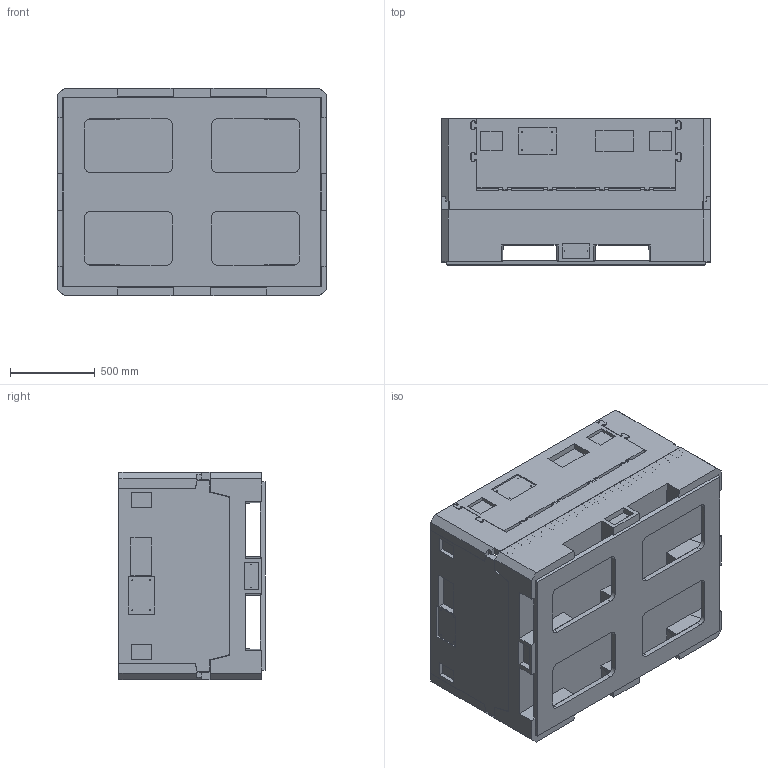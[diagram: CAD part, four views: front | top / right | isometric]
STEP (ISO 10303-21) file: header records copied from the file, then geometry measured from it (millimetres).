
FILE_DESCRIPTION((''),'2;1');
FILE_NAME('138565WSM_ASM','2025-06-20T15:12:20',('SYSTEM'),(''),'CREO PARAMETRIC BY PTC INC, 2023294','CREO PARAMETRIC BY PTC INC, 2023294','');
FILE_SCHEMA(('CONFIG_CONTROL_DESIGN'));
Length unit declared in the file: inch
Products named in the file (8): 86064SM; 86072SM; 86073SM; 86078SM; 86079SM; 86083SM; 86084SM; 138565WSM_ASM
Assembly tree (7 placements, depth 2):
  138565WSM_ASM
    86064SM
    86072SM
    86073SM
    86078SM
    86079SM
    86083SM
    86084SM
Bounding box: 1587.5 x 863.36 x 1225.55 mm (x, y, z)
Volume: 274507396 mm3; surface area: 16260393.5 mm2
Topology: 7 solids, 7 shells, 1340 faces, 3999 edges, 2785 vertices
Faces by surface type: plane 998, cylinder 320, extrusion 22
Entity records: 51254 total; most frequent: CARTESIAN_POINT 15591, ORIENTED_EDGE 7812, DIRECTION 6609, EDGE_CURVE 3906, VECTOR 3285, LINE 3263, VERTEX_POINT 2594, AXIS2_PLACEMENT_3D 1662
